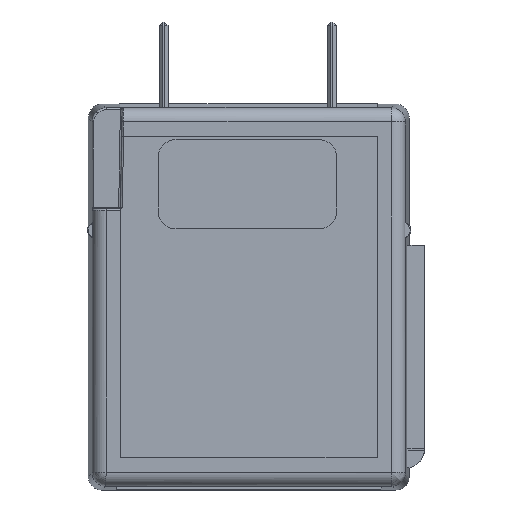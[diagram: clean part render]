
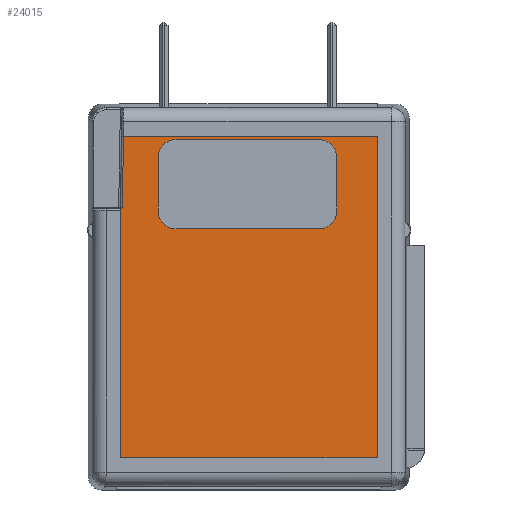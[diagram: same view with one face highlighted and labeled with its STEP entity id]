
A CAD part, front view. The second image highlights one B-rep face of the part: STEP entity #24015.
In plain terms, the highlighted planar face has unit normal (0, -1, 0).
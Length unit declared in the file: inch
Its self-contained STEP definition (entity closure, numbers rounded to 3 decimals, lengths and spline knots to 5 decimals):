
#1679 = EDGE_CURVE ( 'NONE', #66619, #37980, #47028, .T. ) ;
#2595 = PLANE ( 'NONE',  #69669 ) ;
#2918 = ORIENTED_EDGE ( 'NONE', *, *, #69112, .T. ) ;
#3212 = EDGE_CURVE ( 'NONE', #47393, #29139, #23292, .T. ) ;
#6672 = CARTESIAN_POINT ( 'NONE',  ( 0.18122, -0.96457, -1.98414 ) ) ;
#6790 = CARTESIAN_POINT ( 'NONE',  ( 0.18259, -0.96457, -0.58848 ) ) ;
#9450 = CARTESIAN_POINT ( 'NONE',  ( 1.61996, -0.96457, -0.18122 ) ) ;
#11714 = CARTESIAN_POINT ( 'NONE',  ( 1.61996, -0.96457, -0.18122 ) ) ;
#12295 = CARTESIAN_POINT ( 'NONE',  ( 0.18169, -0.96457, -0.5889 ) ) ;
#12938 = LINE ( 'NONE', #65918, #64542 ) ;
#14213 = CARTESIAN_POINT ( 'NONE',  ( 1.61996, -0.96457, -1.98414 ) ) ;
#17011 = CARTESIAN_POINT ( 'NONE',  ( 1.61996, -0.96457, -0.18122 ) ) ;
#17066 = CARTESIAN_POINT ( 'NONE',  ( 0.18122, -0.96457, -0.58909 ) ) ;
#18334 = ORIENTED_EDGE ( 'NONE', *, *, #34832, .T. ) ;
#20483 = CARTESIAN_POINT ( 'NONE',  ( 0.18259, -0.96457, -0.58848 ) ) ;
#21941 = ORIENTED_EDGE ( 'NONE', *, *, #3212, .T. ) ;
#23292 = B_SPLINE_CURVE_WITH_KNOTS ( 'NONE', 3,
 ( #6790, #45181, #12295, #17066 ),
 .UNSPECIFIED., .F., .F.,
 ( 4, 4 ),
 ( 0.00032, 0.00036 ),
 .UNSPECIFIED. ) ;
#24015 = ADVANCED_FACE ( 'NONE', ( #46027 ), #2595, .T. ) ;
#24215 = VERTEX_POINT ( 'NONE', #17011 ) ;
#24664 = CARTESIAN_POINT ( 'NONE',  ( 1.61996, -0.96457, -1.98414 ) ) ;
#27899 = DIRECTION ( 'NONE',  ( -0.017, 0., -1. ) ) ;
#29139 = VERTEX_POINT ( 'NONE', #40281 ) ;
#29795 = EDGE_CURVE ( 'NONE', #68963, #47393, #66502, .T. ) ;
#30756 = DIRECTION ( 'NONE',  ( 1., 0., 0. ) ) ;
#31986 = ORIENTED_EDGE ( 'NONE', *, *, #42525, .T. ) ;
#32212 = EDGE_CURVE ( 'NONE', #29139, #66619, #42886, .T. ) ;
#33814 = CARTESIAN_POINT ( 'NONE',  ( 0.19955, -0.96457, -0.18122 ) ) ;
#34832 = EDGE_CURVE ( 'NONE', #37980, #24215, #12938, .T. ) ;
#36126 = CARTESIAN_POINT ( 'NONE',  ( 0.19258, -0.96457, -0.58054 ) ) ;
#36839 = VECTOR ( 'NONE', #60725, 39.37008 ) ;
#37980 = VERTEX_POINT ( 'NONE', #24664 ) ;
#39545 = ORIENTED_EDGE ( 'NONE', *, *, #29795, .T. ) ;
#40281 = CARTESIAN_POINT ( 'NONE',  ( 0.18122, -0.96457, -0.58909 ) ) ;
#41566 = CARTESIAN_POINT ( 'NONE',  ( 0.18259, -0.96457, -0.58848 ) ) ;
#42525 = EDGE_CURVE ( 'NONE', #24215, #70625, #51442, .T. ) ;
#42625 = DIRECTION ( 'NONE',  ( 0., 0., -1. ) ) ;
#42886 = LINE ( 'NONE', #6672, #43766 ) ;
#43408 = CARTESIAN_POINT ( 'NONE',  ( 0.18122, -0.96457, -1.98414 ) ) ;
#43766 = VECTOR ( 'NONE', #50618, 39.37008 ) ;
#45181 = CARTESIAN_POINT ( 'NONE',  ( 0.18215, -0.96457, -0.5887 ) ) ;
#45719 = ORIENTED_EDGE ( 'NONE', *, *, #1679, .T. ) ;
#46027 = FACE_OUTER_BOUND ( 'NONE', #64661, .T. ) ;
#46365 = CARTESIAN_POINT ( 'NONE',  ( 0.18643, -0.96457, -0.58661 ) ) ;
#47028 = LINE ( 'NONE', #14213, #53939 ) ;
#47393 = VERTEX_POINT ( 'NONE', #20483 ) ;
#50618 = DIRECTION ( 'NONE',  ( 0., 0., -1. ) ) ;
#51442 = LINE ( 'NONE', #11714, #36839 ) ;
#52087 = ORIENTED_EDGE ( 'NONE', *, *, #32212, .T. ) ;
#53939 = VECTOR ( 'NONE', #30756, 39.37008 ) ;
#54103 = CARTESIAN_POINT ( 'NONE',  ( 0.1924, -0.96457, -0.59038 ) ) ;
#54345 = LINE ( 'NONE', #54103, #57798 ) ;
#54812 = DIRECTION ( 'NONE',  ( 0., 0., 1. ) ) ;
#57798 = VECTOR ( 'NONE', #27899, 39.37008 ) ;
#58273 = DIRECTION ( 'NONE',  ( 0., -1., 0. ) ) ;
#60725 = DIRECTION ( 'NONE',  ( -1., 0., 0. ) ) ;
#64542 = VECTOR ( 'NONE', #54812, 39.37008 ) ;
#64661 = EDGE_LOOP ( 'NONE', ( #31986, #2918, #39545, #21941, #52087, #45719, #18334 ) ) ;
#65918 = CARTESIAN_POINT ( 'NONE',  ( 1.61996, -0.96457, -1.98414 ) ) ;
#66502 = B_SPLINE_CURVE_WITH_KNOTS ( 'NONE', 3,
 ( #68528, #68310, #46365, #41566 ),
 .UNSPECIFIED., .F., .F.,
 ( 4, 4 ),
 ( 0., 0.00032 ),
 .UNSPECIFIED. ) ;
#66619 = VERTEX_POINT ( 'NONE', #43408 ) ;
#68310 = CARTESIAN_POINT ( 'NONE',  ( 0.18955, -0.96457, -0.58356 ) ) ;
#68528 = CARTESIAN_POINT ( 'NONE',  ( 0.19258, -0.96457, -0.58054 ) ) ;
#68963 = VERTEX_POINT ( 'NONE', #36126 ) ;
#69112 = EDGE_CURVE ( 'NONE', #70625, #68963, #54345, .T. ) ;
#69669 = AXIS2_PLACEMENT_3D ( 'NONE', #9450, #58273, #42625 ) ;
#70625 = VERTEX_POINT ( 'NONE', #33814 ) ;
